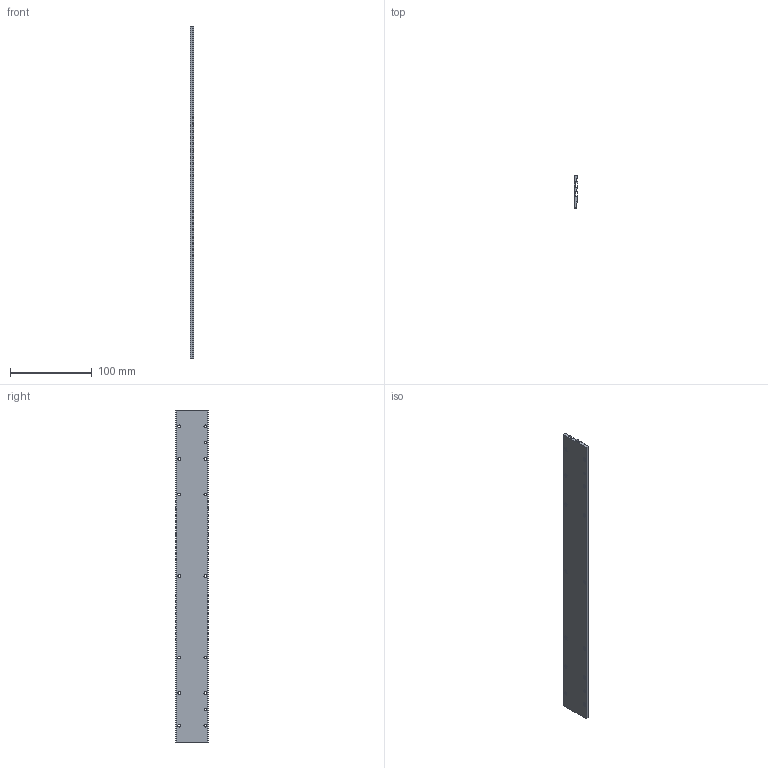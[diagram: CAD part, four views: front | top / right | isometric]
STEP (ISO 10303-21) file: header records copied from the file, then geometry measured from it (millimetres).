
FILE_DESCRIPTION(/* description */ ('STEP AP214'),/* implementation_level */ '2;1');
FILE_NAME(/* name */ '525684_SLG-S-8-300',/* time_stamp */ '2024-09-15T07:15:55+02:00',/* author */ ('License CC BY-ND 4.0'),/* organization */ ('CADENAS'),/* preprocessor_version */ 'ST-DEVELOPER v19.3',/* originating_system */ 'PARTsolutions',/* authorisation */ ' ');
FILE_SCHEMA (('AUTOMOTIVE_DESIGN {1 0 10303 214 3 1 1}'));
Length unit declared in the file: millimetre
Products named in the file (1): 525684 SLG-S-8-300
Bounding box: 4.8 x 39.6 x 407 mm (x, y, z)
Volume: 52261 mm3; surface area: 47247.6 mm2
Topology: 1 solids, 1 shells, 113 faces, 317 edges, 213 vertices
Faces by surface type: plane 67, cylinder 46
Full cylindrical faces by diameter (mm): 3 x2, 3.4 x14, 6 x14
Entity records: 3520 total; most frequent: DIRECTION 616, CARTESIAN_POINT 590, ORIENTED_EDGE 550, EDGE_CURVE 275, AXIS2_PLACEMENT_3D 227, VERTEX_POINT 201, EDGE_LOOP 182, FACE_BOUND 182
